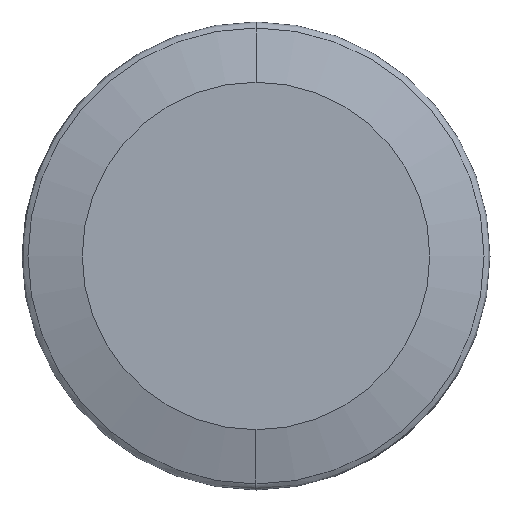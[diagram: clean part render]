
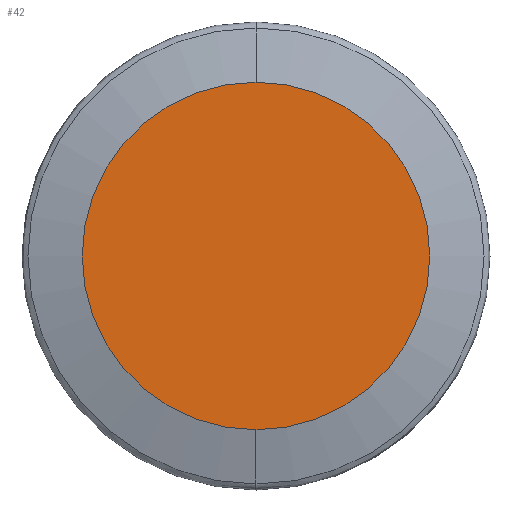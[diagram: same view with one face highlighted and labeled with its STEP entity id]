
A CAD part, left-side view. The second image highlights one B-rep face of the part: STEP entity #42.
In plain terms, the highlighted planar face has unit normal (-1, 0, 0).
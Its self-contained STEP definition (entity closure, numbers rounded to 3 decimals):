
#42=ADVANCED_FACE('',(#73),#72,.F.);
#72=PLANE('',#176);
#73=FACE_OUTER_BOUND('',#177,.T.);
#173=CARTESIAN_POINT('',(0.,-65.952,41.995));
#174=DIRECTION('',(1.,0.,0.));
#175=DIRECTION('',(0.,0.,-1.));
#176=AXIS2_PLACEMENT_3D('',#173,#174,#175);
#177=EDGE_LOOP('',(#278,#279));
#278=ORIENTED_EDGE('',*,*,#318,.T.);
#279=ORIENTED_EDGE('',*,*,#319,.T.);
#318=EDGE_CURVE('',#374,#375,#376,.T.);
#319=EDGE_CURVE('',#375,#374,#382,.T.);
#374=VERTEX_POINT('',#494);
#375=VERTEX_POINT('',#495);
#376=CIRCLE('',#499,32.304);
#382=CIRCLE('',#503,32.304);
#494=CARTESIAN_POINT('',(0.,0.,32.304));
#495=CARTESIAN_POINT('',(0.,0.,-32.304));
#496=CARTESIAN_POINT('',(0.,0.,0.));
#497=DIRECTION('',(-1.,0.,0.));
#498=DIRECTION('',(0.,0.,1.));
#499=AXIS2_PLACEMENT_3D('',#496,#497,#498);
#500=CARTESIAN_POINT('',(0.,0.,0.));
#501=DIRECTION('',(-1.,0.,0.));
#502=DIRECTION('',(0.,0.,1.));
#503=AXIS2_PLACEMENT_3D('',#500,#501,#502);
